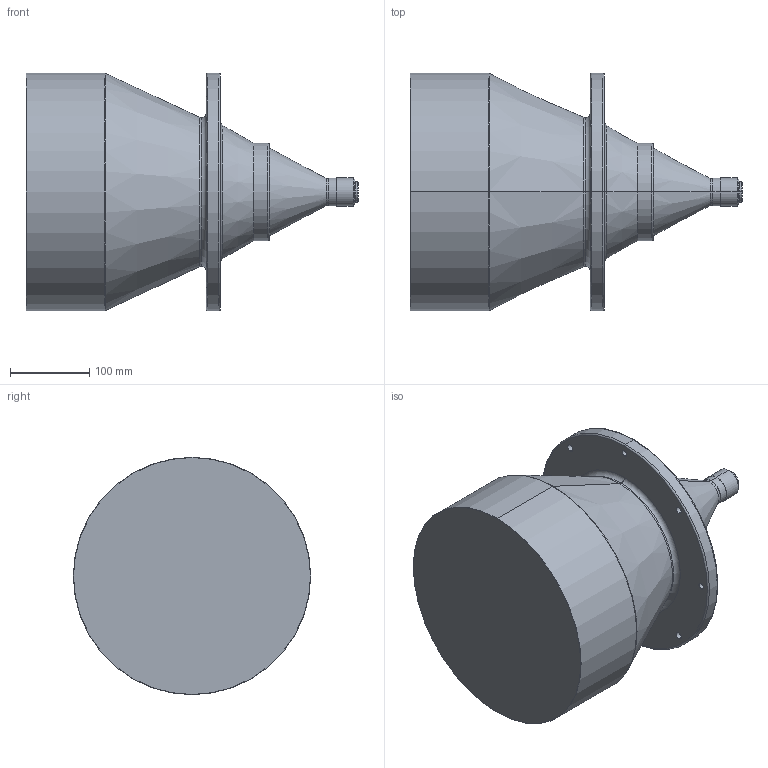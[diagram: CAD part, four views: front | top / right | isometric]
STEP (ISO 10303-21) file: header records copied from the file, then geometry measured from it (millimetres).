
FILE_DESCRIPTION (( 'STEP AP203' ), '1' );
FILE_NAME ('DTCM125-258-AL.STEP', '2019-11-27T06:02:25', ( 'Windows 蚚誧' ), ( '' ), 'SwSTEP 2.0', 'SolidWorks 2017', '' );
FILE_SCHEMA (( 'CONFIG_CONTROL_DESIGN' ));
Length unit declared in the file: millimetre
Products named in the file (1): DTCM125-258-AL
Bounding box: 419.5 x 300 x 300 mm (x, y, z)
Volume: 15581922.8 mm3; surface area: 433803.1 mm2
Topology: 1 solids, 1 shells, 67 faces, 148 edges, 90 vertices
Faces by surface type: cylinder 32, torus 14, cone 12, plane 9
Entity records: 1987 total; most frequent: DIRECTION 388, CARTESIAN_POINT 306, ORIENTED_EDGE 296, AXIS2_PLACEMENT_3D 172, EDGE_CURVE 148, CIRCLE 104, VERTEX_POINT 90, EDGE_LOOP 90
